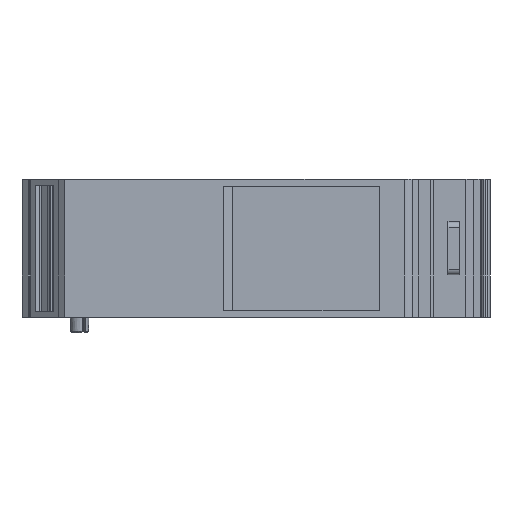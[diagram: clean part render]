
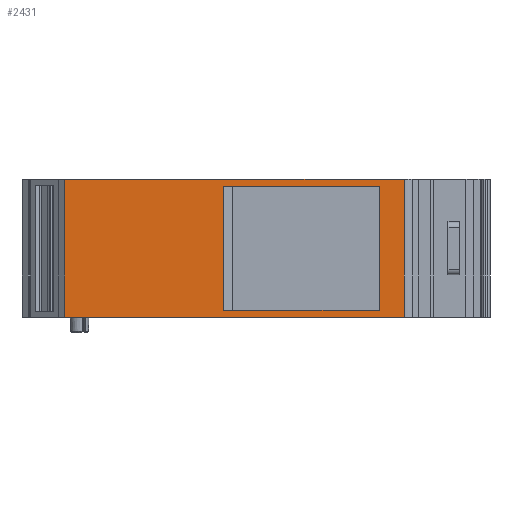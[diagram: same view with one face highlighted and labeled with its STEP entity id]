
A CAD part, left-side view. The second image highlights one B-rep face of the part: STEP entity #2431.
In plain terms, the highlighted planar face has unit normal (-1, 0, 0).
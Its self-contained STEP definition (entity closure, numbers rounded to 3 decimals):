
#41 = VERTEX_POINT ( 'NONE', #3713 ) ;
#195 = VERTEX_POINT ( 'NONE', #3047 ) ;
#513 = CARTESIAN_POINT ( 'NONE',  ( -49.732, -20.959, 13.429 ) ) ;
#530 = LINE ( 'NONE', #2882, #7409 ) ;
#597 = EDGE_LOOP ( 'NONE', ( #3154, #3181, #3254, #3282 ) ) ;
#604 = VECTOR ( 'NONE', #2204, 1000. ) ;
#1287 = LINE ( 'NONE', #3710, #5054 ) ;
#1417 = CARTESIAN_POINT ( 'NONE',  ( -49.732, 26.16, 13.429 ) ) ;
#1586 = LINE ( 'NONE', #3922, #6542 ) ;
#1889 = DIRECTION ( 'NONE',  ( 0., 1., 0. ) ) ;
#1901 = DIRECTION ( 'NONE',  ( 1., 0., 0. ) ) ;
#1960 = CARTESIAN_POINT ( 'NONE',  ( -49.732, -20.959, -2.771 ) ) ;
#1994 = CARTESIAN_POINT ( 'NONE',  ( -49.732, 26.16, -18.971 ) ) ;
#2089 = VERTEX_POINT ( 'NONE', #6745 ) ;
#2143 = VECTOR ( 'NONE', #2177, 1000. ) ;
#2149 = PLANE ( 'NONE',  #7326 ) ;
#2177 = DIRECTION ( 'NONE',  ( 0., 0., -1. ) ) ;
#2204 = DIRECTION ( 'NONE',  ( 0., 0., 1. ) ) ;
#2376 = LINE ( 'NONE', #2409, #2143 ) ;
#2409 = CARTESIAN_POINT ( 'NONE',  ( -49.732, -20.959, -2.771 ) ) ;
#2431 = ADVANCED_FACE ( 'NONE', ( #2693, #2804 ), #2149, .F. ) ;
#2539 = DIRECTION ( 'NONE',  ( 0., -1., 0. ) ) ;
#2566 = CARTESIAN_POINT ( 'NONE',  ( -49.732, -20.959, -18.971 ) ) ;
#2693 = FACE_OUTER_BOUND ( 'NONE', #597, .T. ) ;
#2802 = LINE ( 'NONE', #3987, #604 ) ;
#2804 = FACE_BOUND ( 'NONE', #6337, .T. ) ;
#2827 = DIRECTION ( 'NONE',  ( 0., -1., 0. ) ) ;
#2882 = CARTESIAN_POINT ( 'NONE',  ( -49.732, 0., 15.229 ) ) ;
#3047 = CARTESIAN_POINT ( 'NONE',  ( -49.732, -20.959, 15.229 ) ) ;
#3154 = ORIENTED_EDGE ( 'NONE', *, *, #5399, .F. ) ;
#3181 = ORIENTED_EDGE ( 'NONE', *, *, #5339, .F. ) ;
#3254 = ORIENTED_EDGE ( 'NONE', *, *, #4159, .F. ) ;
#3282 = ORIENTED_EDGE ( 'NONE', *, *, #5426, .F. ) ;
#3310 = ORIENTED_EDGE ( 'NONE', *, *, #3829, .F. ) ;
#3321 = ORIENTED_EDGE ( 'NONE', *, *, #3791, .F. ) ;
#3336 = VERTEX_POINT ( 'NONE', #4761 ) ;
#3363 = ORIENTED_EDGE ( 'NONE', *, *, #3595, .F. ) ;
#3450 = ORIENTED_EDGE ( 'NONE', *, *, #3932, .F. ) ;
#3595 = EDGE_CURVE ( 'NONE', #4787, #8069, #6975, .T. ) ;
#3681 = DIRECTION ( 'NONE',  ( 0., 1., 0. ) ) ;
#3710 = CARTESIAN_POINT ( 'NONE',  ( -49.732, -20.959, -20.771 ) ) ;
#3713 = CARTESIAN_POINT ( 'NONE',  ( -49.732, -20.959, -20.771 ) ) ;
#3791 = EDGE_CURVE ( 'NONE', #8069, #7586, #7985, .T. ) ;
#3829 = EDGE_CURVE ( 'NONE', #7586, #3336, #2802, .T. ) ;
#3861 = DIRECTION ( 'NONE',  ( 0., 0., 1. ) ) ;
#3922 = CARTESIAN_POINT ( 'NONE',  ( -49.732, 67.791, -2.771 ) ) ;
#3932 = EDGE_CURVE ( 'NONE', #3336, #4787, #8067, .T. ) ;
#3952 = DIRECTION ( 'NONE',  ( 0., 1., 0. ) ) ;
#3987 = CARTESIAN_POINT ( 'NONE',  ( -49.732, -14.396, -2.771 ) ) ;
#4159 = EDGE_CURVE ( 'NONE', #41, #6022, #1287, .T. ) ;
#4761 = CARTESIAN_POINT ( 'NONE',  ( -49.732, -14.396, 13.429 ) ) ;
#4787 = VERTEX_POINT ( 'NONE', #1417 ) ;
#5054 = VECTOR ( 'NONE', #3681, 1000. ) ;
#5330 = DIRECTION ( 'NONE',  ( 0., 0., -1. ) ) ;
#5339 = EDGE_CURVE ( 'NONE', #6022, #2089, #1586, .T. ) ;
#5355 = CARTESIAN_POINT ( 'NONE',  ( -49.732, 26.16, -2.771 ) ) ;
#5399 = EDGE_CURVE ( 'NONE', #2089, #195, #530, .T. ) ;
#5426 = EDGE_CURVE ( 'NONE', #195, #41, #2376, .T. ) ;
#5928 = VECTOR ( 'NONE', #5330, 1000. ) ;
#5980 = CARTESIAN_POINT ( 'NONE',  ( -49.732, -14.396, -18.971 ) ) ;
#6022 = VERTEX_POINT ( 'NONE', #6174 ) ;
#6174 = CARTESIAN_POINT ( 'NONE',  ( -49.732, 67.791, -20.771 ) ) ;
#6337 = EDGE_LOOP ( 'NONE', ( #3310, #3321, #3363, #3450 ) ) ;
#6542 = VECTOR ( 'NONE', #3861, 1000. ) ;
#6745 = CARTESIAN_POINT ( 'NONE',  ( -49.732, 67.791, 15.229 ) ) ;
#6975 = LINE ( 'NONE', #5355, #5928 ) ;
#7326 = AXIS2_PLACEMENT_3D ( 'NONE', #1960, #1901, #1889 ) ;
#7409 = VECTOR ( 'NONE', #2827, 1000. ) ;
#7586 = VERTEX_POINT ( 'NONE', #5980 ) ;
#7681 = VECTOR ( 'NONE', #2539, 1000. ) ;
#7985 = LINE ( 'NONE', #2566, #7681 ) ;
#8067 = LINE ( 'NONE', #513, #8460 ) ;
#8069 = VERTEX_POINT ( 'NONE', #1994 ) ;
#8460 = VECTOR ( 'NONE', #3952, 1000. ) ;
